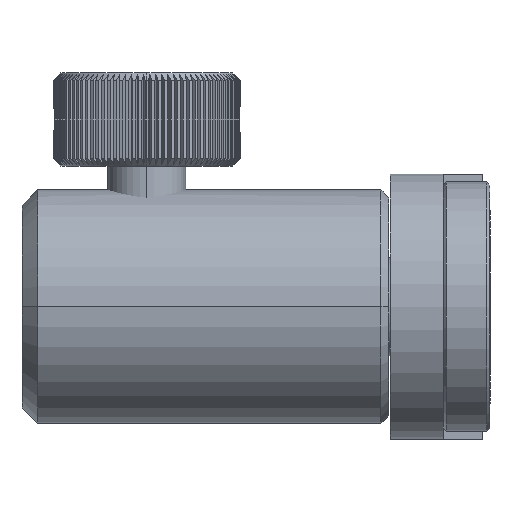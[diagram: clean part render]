
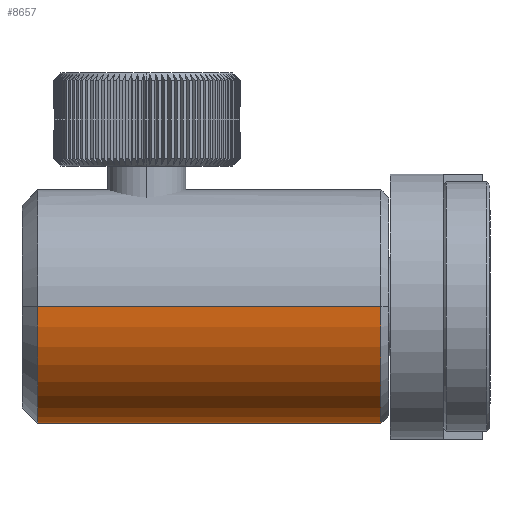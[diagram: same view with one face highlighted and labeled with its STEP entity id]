
A CAD part, left-side view. The second image highlights one B-rep face of the part: STEP entity #8657.
In plain terms, the highlighted cylindrical face has radius 7.5 mm (diameter 15 mm), a partial arc.
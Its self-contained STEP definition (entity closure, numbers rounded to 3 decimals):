
#71 = DIRECTION ( 'NONE',  ( -1., 0., 0. ) ) ;
#240 = CIRCLE ( 'NONE', #12400, 7.5 ) ;
#398 = DIRECTION ( 'NONE',  ( 1., 0., 0. ) ) ;
#1207 = CARTESIAN_POINT ( 'NONE',  ( 7.5, 7., 0. ) ) ;
#2162 = VERTEX_POINT ( 'NONE', #1207 ) ;
#2236 = ORIENTED_EDGE ( 'NONE', *, *, #4232, .T. ) ;
#2575 = DIRECTION ( 'NONE',  ( 0., -1., 0. ) ) ;
#2872 = ORIENTED_EDGE ( 'NONE', *, *, #5440, .F. ) ;
#3282 = CIRCLE ( 'NONE', #13892, 7.5 ) ;
#3864 = CARTESIAN_POINT ( 'NONE',  ( 0., 29., 0. ) ) ;
#4097 = DIRECTION ( 'NONE',  ( 0., -1., 0. ) ) ;
#4232 = EDGE_CURVE ( 'NONE', #6124, #8122, #240, .T. ) ;
#4977 = CARTESIAN_POINT ( 'NONE',  ( -7.5, 29., 0. ) ) ;
#5250 = CARTESIAN_POINT ( 'NONE',  ( -7.5, 30., 0. ) ) ;
#5440 = EDGE_CURVE ( 'NONE', #6124, #10412, #6559, .T. ) ;
#6124 = VERTEX_POINT ( 'NONE', #4977 ) ;
#6153 = FACE_OUTER_BOUND ( 'NONE', #9274, .T. ) ;
#6559 = LINE ( 'NONE', #5250, #16003 ) ;
#6644 = DIRECTION ( 'NONE',  ( 0., -1., 0. ) ) ;
#6818 = LINE ( 'NONE', #11995, #15634 ) ;
#6977 = DIRECTION ( 'NONE',  ( 1., 0., 0. ) ) ;
#7678 = CARTESIAN_POINT ( 'NONE',  ( 0., 30., 0. ) ) ;
#8122 = VERTEX_POINT ( 'NONE', #10556 ) ;
#8657 = ADVANCED_FACE ( 'NONE', ( #6153 ), #12531, .T. ) ;
#9274 = EDGE_LOOP ( 'NONE', ( #2236, #9441, #10047, #2872 ) ) ;
#9441 = ORIENTED_EDGE ( 'NONE', *, *, #11247, .T. ) ;
#9474 = DIRECTION ( 'NONE',  ( 0., 1., 0. ) ) ;
#9516 = CARTESIAN_POINT ( 'NONE',  ( -7.5, 7., 0. ) ) ;
#10047 = ORIENTED_EDGE ( 'NONE', *, *, #15894, .T. ) ;
#10412 = VERTEX_POINT ( 'NONE', #9516 ) ;
#10556 = CARTESIAN_POINT ( 'NONE',  ( 7.5, 29., 0. ) ) ;
#11247 = EDGE_CURVE ( 'NONE', #8122, #2162, #6818, .T. ) ;
#11995 = CARTESIAN_POINT ( 'NONE',  ( 7.5, 30., 0. ) ) ;
#12400 = AXIS2_PLACEMENT_3D ( 'NONE', #3864, #2575, #398 ) ;
#12531 = CYLINDRICAL_SURFACE ( 'NONE', #13086, 7.5 ) ;
#13086 = AXIS2_PLACEMENT_3D ( 'NONE', #7678, #4097, #71 ) ;
#13205 = CARTESIAN_POINT ( 'NONE',  ( 0., 7., 0. ) ) ;
#13892 = AXIS2_PLACEMENT_3D ( 'NONE', #13205, #9474, #6977 ) ;
#15548 = DIRECTION ( 'NONE',  ( 0., -1., 0. ) ) ;
#15634 = VECTOR ( 'NONE', #15548, 1000. ) ;
#15894 = EDGE_CURVE ( 'NONE', #2162, #10412, #3282, .T. ) ;
#16003 = VECTOR ( 'NONE', #6644, 1000. ) ;
